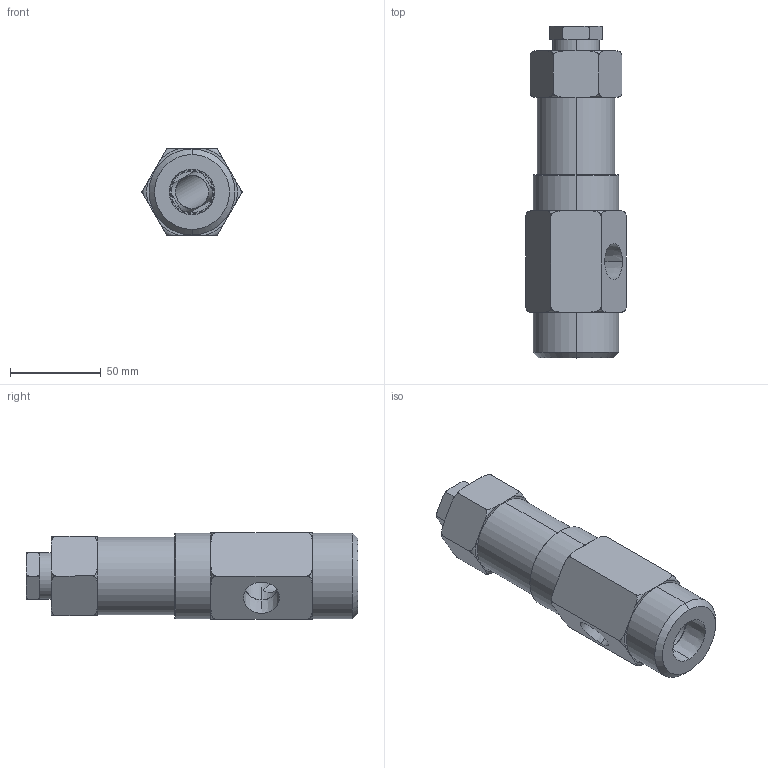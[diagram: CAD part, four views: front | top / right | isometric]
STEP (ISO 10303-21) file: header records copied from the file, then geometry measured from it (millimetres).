
FILE_DESCRIPTION (( 'STEP AP203' ), '1' );
FILE_NAME ('7011.STEP', '2016-07-25T14:25:35', ( 'IT' ), ( 'Microsoft' ), 'SwSTEP 2.0', 'SolidWorks 2016', '' );
FILE_SCHEMA (( 'CONFIG_CONTROL_DESIGN' ));
Length unit declared in the file: inch
Products named in the file (1): 7011
Bounding box: 54.99 x 182.37 x 47.62 mm (x, y, z)
Surface area: 35070.8 mm2 (no closed solid volume)
Topology: 0 solids, 2 shells, 83 faces, 228 edges, 154 vertices
Faces by surface type: torus 30, plane 28, cylinder 15, cone 10
Entity records: 3670 total; most frequent: CARTESIAN_POINT 1566, ORIENTED_EDGE 432, DIRECTION 392, EDGE_CURVE 228, AXIS2_PLACEMENT_3D 156, VERTEX_POINT 154, EDGE_LOOP 94, ADVANCED_FACE 83
